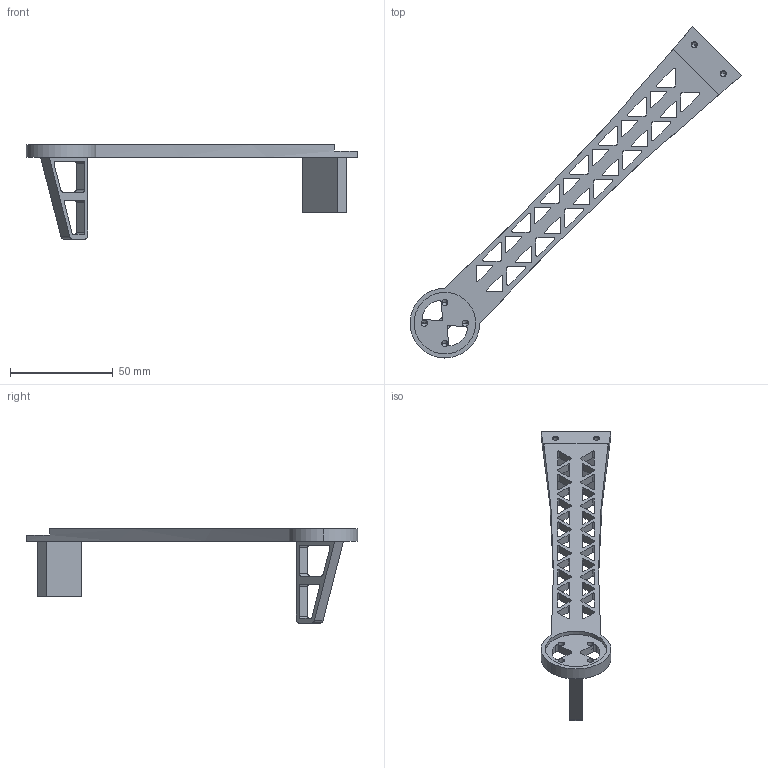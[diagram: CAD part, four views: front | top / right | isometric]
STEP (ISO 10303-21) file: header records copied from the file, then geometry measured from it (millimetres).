
FILE_DESCRIPTION (( 'STEP AP214' ), '1' );
FILE_NAME ('drone_leg.STEP', '2025-10-29T10:49:45', ( '' ), ( '' ), 'SwSTEP 2.0', 'SolidWorks 2024', '' );
FILE_SCHEMA (( 'AUTOMOTIVE_DESIGN' ));
Length unit declared in the file: millimetre
Products named in the file (1): drone_leg
Bounding box: 161.96 x 161.96 x 46 mm (x, y, z)
Volume: 22073.5 mm3; surface area: 18455.8 mm2
Topology: 1 solids, 1 shells, 283 faces, 809 edges, 522 vertices
Faces by surface type: cylinder 142, plane 117, cone 24
Entity records: 9332 total; most frequent: DIRECTION 1655, CARTESIAN_POINT 1599, ORIENTED_EDGE 1586, EDGE_CURVE 793, AXIS2_PLACEMENT_3D 578, VERTEX_POINT 522, LINE 499, VECTOR 499
